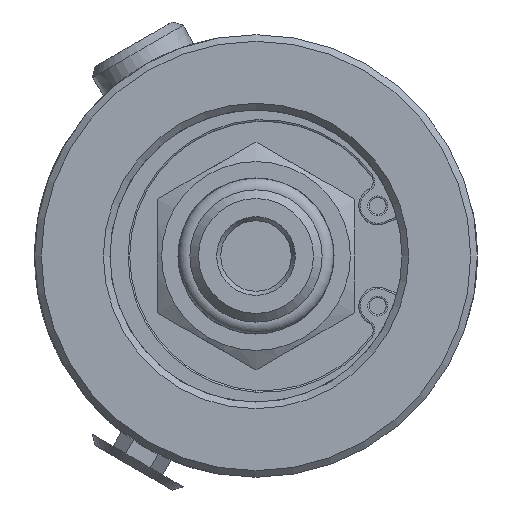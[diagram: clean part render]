
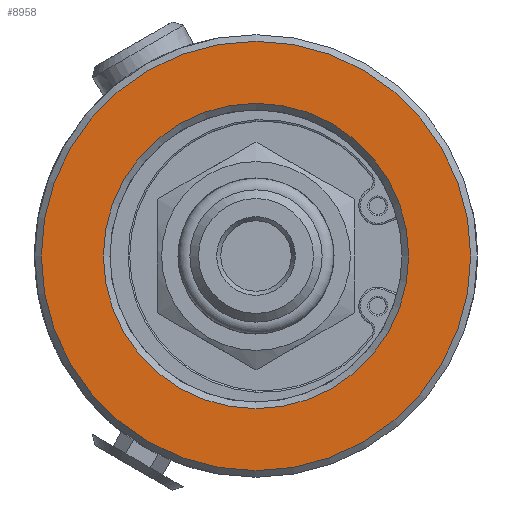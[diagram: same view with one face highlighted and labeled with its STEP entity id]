
A CAD part, left-side view. The second image highlights one B-rep face of the part: STEP entity #8958.
In plain terms, the highlighted planar face has unit normal (-1, 0, 0).
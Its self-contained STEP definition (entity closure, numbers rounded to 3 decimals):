
#607=FACE_BOUND('',#2666,.T.);
#721=PLANE('',#9690);
#2091=FACE_OUTER_BOUND('',#2665,.T.);
#2665=EDGE_LOOP('',(#6386,#6387));
#2666=EDGE_LOOP('',(#6388,#6389));
#3343=CIRCLE('',#9688,25.925);
#3344=CIRCLE('',#9689,25.925);
#3345=CIRCLE('',#9691,18.435);
#3346=CIRCLE('',#9692,18.435);
#3843=VERTEX_POINT('',#13079);
#3844=VERTEX_POINT('',#13081);
#3845=VERTEX_POINT('',#13085);
#3846=VERTEX_POINT('',#13086);
#4821=EDGE_CURVE('',#3843,#3844,#3343,.T.);
#4822=EDGE_CURVE('',#3844,#3843,#3344,.T.);
#4823=EDGE_CURVE('',#3845,#3846,#3345,.T.);
#4824=EDGE_CURVE('',#3846,#3845,#3346,.T.);
#6386=ORIENTED_EDGE('',*,*,#4822,.F.);
#6387=ORIENTED_EDGE('',*,*,#4821,.F.);
#6388=ORIENTED_EDGE('',*,*,#4823,.T.);
#6389=ORIENTED_EDGE('',*,*,#4824,.T.);
#8958=ADVANCED_FACE('',(#2091,#607),#721,.T.);
#9688=AXIS2_PLACEMENT_3D('',#13082,#10869,#10870);
#9689=AXIS2_PLACEMENT_3D('',#13083,#10871,#10872);
#9690=AXIS2_PLACEMENT_3D('',#13084,#10873,#10874);
#9691=AXIS2_PLACEMENT_3D('',#13087,#10875,#10876);
#9692=AXIS2_PLACEMENT_3D('',#13088,#10877,#10878);
#10869=DIRECTION('center_axis',(1.,0.,0.));
#10870=DIRECTION('ref_axis',(0.,1.,0.));
#10871=DIRECTION('center_axis',(1.,0.,0.));
#10872=DIRECTION('ref_axis',(0.,1.,0.));
#10873=DIRECTION('center_axis',(-1.,0.,0.));
#10874=DIRECTION('ref_axis',(0.,0.,1.));
#10875=DIRECTION('center_axis',(1.,0.,0.));
#10876=DIRECTION('ref_axis',(0.,1.,0.));
#10877=DIRECTION('center_axis',(1.,0.,0.));
#10878=DIRECTION('ref_axis',(0.,1.,0.));
#13079=CARTESIAN_POINT('',(28.695,1.046,0.));
#13081=CARTESIAN_POINT('',(28.695,52.896,0.));
#13082=CARTESIAN_POINT('Origin',(28.695,26.971,0.));
#13083=CARTESIAN_POINT('Origin',(28.695,26.971,0.));
#13084=CARTESIAN_POINT('Origin',(28.695,39.933,0.));
#13085=CARTESIAN_POINT('',(28.695,45.406,0.));
#13086=CARTESIAN_POINT('',(28.695,8.536,0.));
#13087=CARTESIAN_POINT('Origin',(28.695,26.971,0.));
#13088=CARTESIAN_POINT('Origin',(28.695,26.971,0.));
